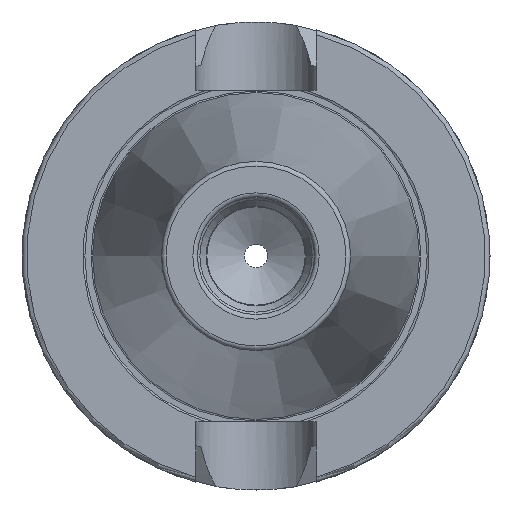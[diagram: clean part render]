
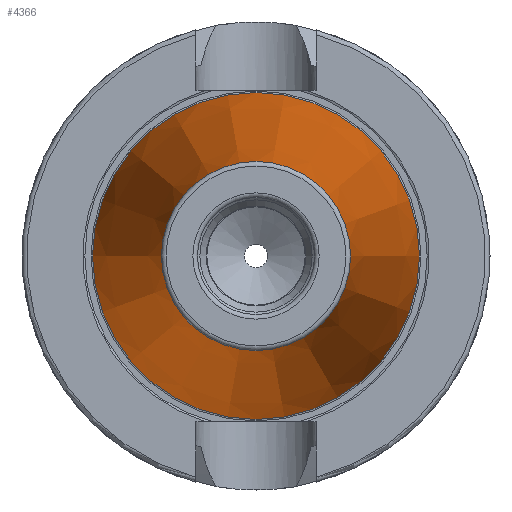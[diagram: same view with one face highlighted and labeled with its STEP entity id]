
A CAD part, left-side view. The second image highlights one B-rep face of the part: STEP entity #4366.
In plain terms, the highlighted conical face has half-angle 8.297 degrees and reference radius 27.564 mm.
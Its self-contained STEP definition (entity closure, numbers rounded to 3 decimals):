
#3710=CARTESIAN_POINT('',(0.0,34.925,0.0));
#3711=VERTEX_POINT('',#3710);
#3712=CARTESIAN_POINT('',(0.0,0.0,0.0));
#3713=DIRECTION('',(1.0,0.0,0.0));
#3714=DIRECTION('',(0.0,1.0,0.0));
#3715=AXIS2_PLACEMENT_3D('',#3712,#3713,#3714);
#3716=CIRCLE('',#3715,34.925);
#3717=EDGE_CURVE('',#3711,#3711,#3716,.T.);
#4340=CARTESIAN_POINT('',(-100.944,20.204,0.0));
#4341=VERTEX_POINT('',#4340);
#4342=CARTESIAN_POINT('',(-100.944,0.0,0.0));
#4343=DIRECTION('',(1.0,0.0,0.0));
#4344=DIRECTION('',(0.0,1.0,0.0));
#4345=AXIS2_PLACEMENT_3D('',#4342,#4343,#4344);
#4346=CIRCLE('',#4345,20.204);
#4347=EDGE_CURVE('',#4341,#4341,#4346,.T.);
#4355=CARTESIAN_POINT('',(-50.472,0.0,0.0));
#4356=DIRECTION('',(1.0,0.0,0.0));
#4357=DIRECTION('',(0.0,1.0,0.0));
#4358=AXIS2_PLACEMENT_3D('',#4355,#4356,#4357);
#4359=CONICAL_SURFACE('',#4358,27.564,8.297);
#4360=ORIENTED_EDGE('',*,*,#3717,.F.);
#4361=EDGE_LOOP('',(#4360));
#4362=FACE_OUTER_BOUND('',#4361,.T.);
#4363=ORIENTED_EDGE('',*,*,#4347,.T.);
#4364=EDGE_LOOP('',(#4363));
#4365=FACE_BOUND('',#4364,.T.);
#4366=ADVANCED_FACE('',(#4362,#4365),#4359,.T.);
